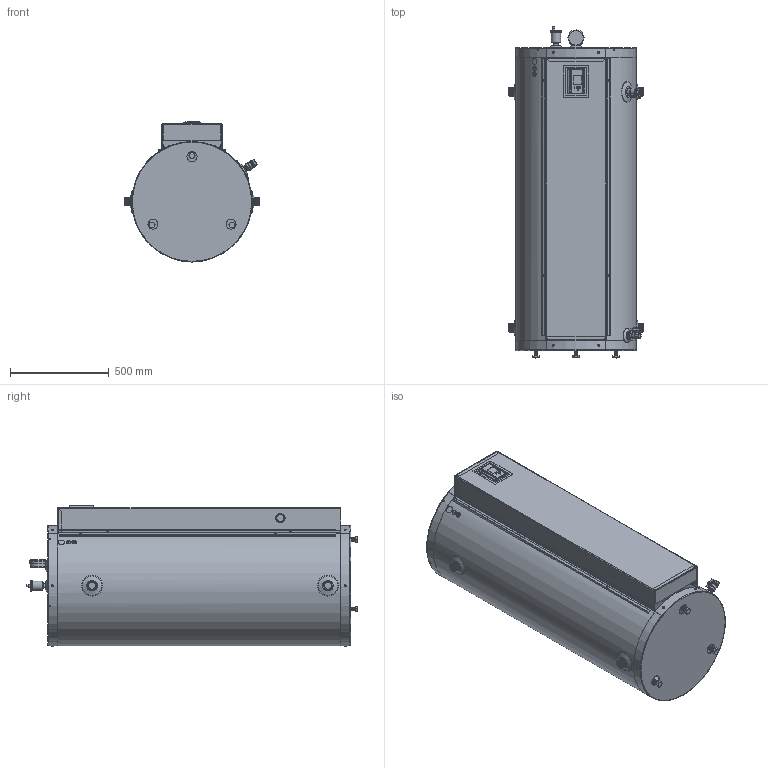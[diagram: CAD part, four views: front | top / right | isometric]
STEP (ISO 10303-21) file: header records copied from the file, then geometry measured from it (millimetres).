
FILE_DESCRIPTION (( 'STEP AP214' ), '1' );
FILE_NAME ('AltSource 70-No Coils.STEP', '2020-08-11T20:32:40', ( '' ), ( '' ), 'SwSTEP 2.0', 'SolidWorks 2020', '' );
FILE_SCHEMA (( 'AUTOMOTIVE_DESIGN' ));
Length unit declared in the file: inch
Products named in the file (1): AltSource 70-No Coils
Bounding box: 685.8 x 1684.37 x 715.54 mm (x, y, z)
Volume: 4577060.3 mm3; surface area: 9157245.6 mm2
Topology: 59 solids, 59 shells, 2464 faces, 5641 edges, 3349 vertices
Faces by surface type: plane 924, cone 666, cylinder 645, bspline 123, torus 73, sphere 33
Full cylindrical faces by diameter (mm): 2.381 x1, 3.566 x190, 4.763 x8, 4.826 x18, 5.08 x6, 5.105 x5, 7.938 x1, 9.474 x18, 11.113 x1, 12.065 x1, 12.7 x1, 13.97 x1, 14.097 x1, 14.288 x1, 15.037 x1, 19.05 x72, 20.93 x1, 20.955 x2, 21.59 x2, 22.225 x3, 23.012 x3, 25.4 x3, 26.67 x1, 30.353 x1, 32.131 x1, 32.69 x1, 33.338 x2, 33.655 x1, 33.909 x1, 35.052 x4
Entity records: 132897 total; most frequent: CARTESIAN_POINT 50263, DIRECTION 10362, ORIENTED_EDGE 8956, EDGE_CURVE 4478, AXIS2_PLACEMENT_3D 4128, EDGE_LOOP 3684, VERTEX_POINT 3254, FACE_OUTER_BOUND 2893
